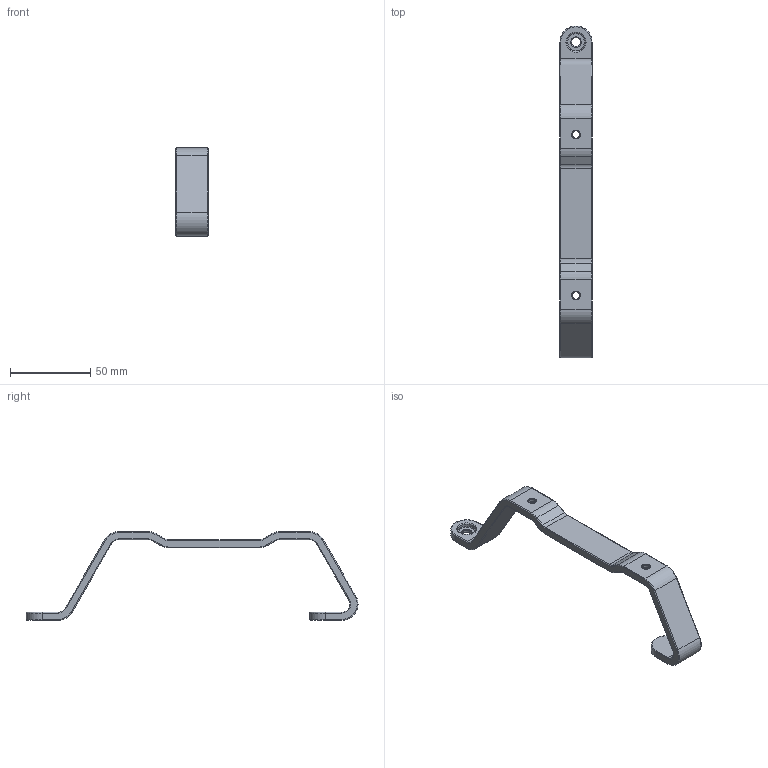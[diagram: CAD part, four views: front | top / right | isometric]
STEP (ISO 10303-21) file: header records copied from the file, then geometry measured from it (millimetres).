
FILE_DESCRIPTION (( 'STEP AP214' ), '1' );
FILE_NAME ('Monitor mount really really really final.STEP', '2018-11-08T20:13:37', ( '' ), ( '' ), 'SwSTEP 2.0', 'SolidWorks 2018', '' );
FILE_SCHEMA (( 'AUTOMOTIVE_DESIGN' ));
Length unit declared in the file: centimetre
Products named in the file (1): Monitor mount really really really final
Bounding box: 20 x 206.29 x 55 mm (x, y, z)
Volume: 27716.9 mm3; surface area: 14343.8 mm2
Topology: 1 solids, 1 shells, 155 faces, 350 edges, 200 vertices
Faces by surface type: cylinder 68, torus 64, plane 23
Entity records: 4378 total; most frequent: DIRECTION 890, CARTESIAN_POINT 706, ORIENTED_EDGE 700, AXIS2_PLACEMENT_3D 384, EDGE_CURVE 350, CIRCLE 228, VERTEX_POINT 200, EDGE_LOOP 164
